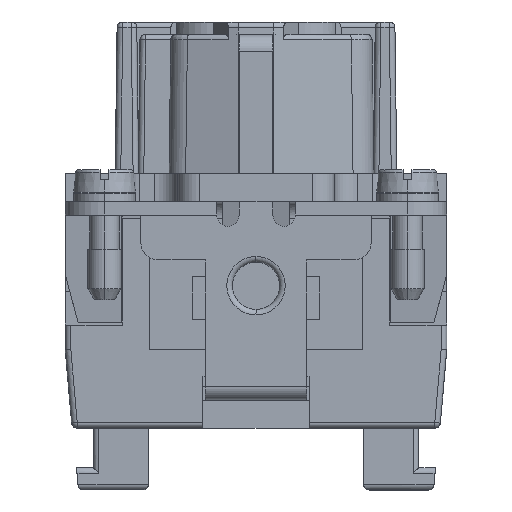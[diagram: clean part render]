
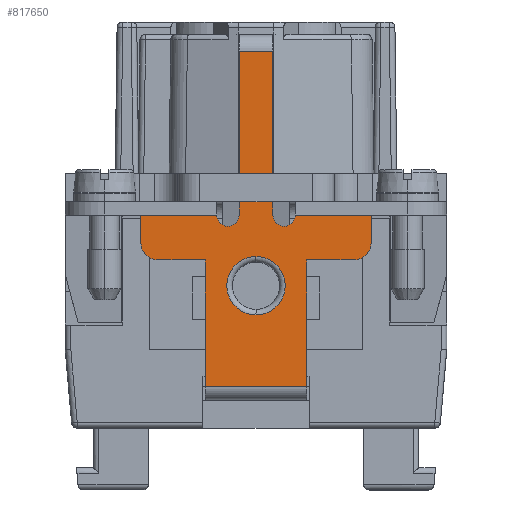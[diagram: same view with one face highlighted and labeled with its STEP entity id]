
A CAD part, left-side view. The second image highlights one B-rep face of the part: STEP entity #817650.
In plain terms, the highlighted face is planar.
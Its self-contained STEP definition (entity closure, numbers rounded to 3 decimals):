
#46610=CARTESIAN_POINT('',(-21.146,24.176,0.));
#46620=DIRECTION('',(0.,0.,-1.));
#46630=VECTOR('',#46620,1.);
#46640=LINE('',#46610,#46630);
#46650=CARTESIAN_POINT('',(-21.146,24.176,
-5.4));
#46660=VERTEX_POINT('',#46650);
#46670=CARTESIAN_POINT('',(-21.146,24.176,
-11.4));
#46680=VERTEX_POINT('',#46670);
#46690=EDGE_CURVE('',#46660,#46680,#46640,.T.);
#47650=CARTESIAN_POINT('',(-21.146,24.176,
-0.1));
#47660=VERTEX_POINT('',#47650);
#47690=CARTESIAN_POINT('',(-21.146,24.176,0.));
#47700=DIRECTION('',(0.,0.,-1.));
#47710=VECTOR('',#47700,1.);
#47720=LINE('',#47690,#47710);
#47730=CARTESIAN_POINT('',(-21.146,24.176,
-1.6));
#47740=VERTEX_POINT('',#47730);
#47750=EDGE_CURVE('',#47660,#47740,#47720,.T.);
#157330=CARTESIAN_POINT('',(-21.146,33.176,
-5.4));
#157340=VERTEX_POINT('',#157330);
#157490=CARTESIAN_POINT('',(-21.146,33.176,
-1.6));
#157500=VERTEX_POINT('',#157490);
#157530=CARTESIAN_POINT('',(-21.146,33.176,0.));
#157540=DIRECTION('',(0.,0.,1.));
#157550=VECTOR('',#157540,1.);
#157560=LINE('',#157530,#157550);
#157570=CARTESIAN_POINT('',(-21.146,33.176,
-0.1));
#157580=VERTEX_POINT('',#157570);
#157590=EDGE_CURVE('',#157500,#157580,#157560,.T.);
#158460=CARTESIAN_POINT('',(-21.146,33.176,
-11.4));
#158470=VERTEX_POINT('',#158460);
#158500=CARTESIAN_POINT('',(-21.146,33.176,0.));
#158510=DIRECTION('',(0.,0.,1.));
#158520=VECTOR('',#158510,1.);
#158530=LINE('',#158500,#158520);
#158540=EDGE_CURVE('',#158470,#157340,#158530,.T.);
#655380=CARTESIAN_POINT('',(-21.146,18.426,
3.9));
#655390=VERTEX_POINT('',#655380);
#655420=CARTESIAN_POINT('',(-21.146,18.426,
20.6));
#655430=DIRECTION('',(0.,0.,1.));
#655440=VECTOR('',#655430,1.);
#655450=LINE('',#655420,#655440);
#655460=CARTESIAN_POINT('',(-21.146,18.426,
1.4));
#655470=VERTEX_POINT('',#655460);
#655480=EDGE_CURVE('',#655470,#655390,#655450,.T.);
#655840=CARTESIAN_POINT('',(-21.146,27.176,
3.9));
#655850=VERTEX_POINT('',#655840);
#655900=CARTESIAN_POINT('',(-21.146,26.176,
3.9));
#655910=DIRECTION('',(1.,0.,0.));
#655920=DIRECTION('',(0.,-1.,0.));
#655930=AXIS2_PLACEMENT_3D('',#655900,#655910,#655920);
#655940=CIRCLE('',#655930,1.);
#655950=CARTESIAN_POINT('',(-21.146,25.176,
3.9));
#655960=VERTEX_POINT('',#655950);
#655970=EDGE_CURVE('',#655960,#655850,#655940,.T.);
#656540=CARTESIAN_POINT('',(-21.146,19.926,
1.4));
#656550=DIRECTION('',(-1.,0.,0.));
#656560=DIRECTION('',(0.,1.,0.));
#656570=AXIS2_PLACEMENT_3D('',#656540,#656550,#656560);
#656580=CIRCLE('',#656570,1.5);
#656590=CARTESIAN_POINT('',(-21.146,19.926,
-0.1));
#656600=VERTEX_POINT('',#656590);
#656610=EDGE_CURVE('',#656600,#655470,#656580,.T.);
#657080=CARTESIAN_POINT('',(-21.146,72.675,
-0.1));
#657090=DIRECTION('',(0.,-1.,0.));
#657100=VECTOR('',#657090,1.);
#657110=LINE('',#657080,#657100);
#657120=EDGE_CURVE('',#47660,#656600,#657110,.T.);
#691730=CARTESIAN_POINT('',(-21.146,32.176,
3.9));
#691740=VERTEX_POINT('',#691730);
#692000=CARTESIAN_POINT('',(-21.146,31.176,
3.9));
#692010=DIRECTION('',(1.,0.,0.));
#692020=DIRECTION('',(0.,-1.,0.));
#692030=AXIS2_PLACEMENT_3D('',#692000,#692010,#692020);
#692040=CIRCLE('',#692030,1.);
#692050=CARTESIAN_POINT('',(-21.146,30.176,
3.9));
#692060=VERTEX_POINT('',#692050);
#692070=EDGE_CURVE('',#692060,#691740,#692040,.T.);
#693930=CARTESIAN_POINT('',(-21.146,30.176,
20.6));
#693940=DIRECTION('',(0.,0.,-1.));
#693950=VECTOR('',#693940,1.);
#693960=LINE('',#693930,#693950);
#693970=CARTESIAN_POINT('',(-21.146,30.176,
18.5));
#693980=VERTEX_POINT('',#693970);
#693990=EDGE_CURVE('',#693980,#692060,#693960,.T.);
#694270=CARTESIAN_POINT('',(-21.146,72.675,
18.5));
#694280=DIRECTION('',(0.,-1.,0.));
#694290=VECTOR('',#694280,1.);
#694300=LINE('',#694270,#694290);
#694310=CARTESIAN_POINT('',(-21.146,27.176,
18.5));
#694320=VERTEX_POINT('',#694310);
#694330=EDGE_CURVE('',#693980,#694320,#694300,.T.);
#694760=CARTESIAN_POINT('',(-21.146,27.176,
20.6));
#694770=DIRECTION('',(0.,0.,1.));
#694780=VECTOR('',#694770,1.);
#694790=LINE('',#694760,#694780);
#694800=EDGE_CURVE('',#655850,#694320,#694790,.T.);
#698060=CARTESIAN_POINT('',(-21.146,72.675,
3.9));
#698070=DIRECTION('',(0.,1.,0.));
#698080=VECTOR('',#698070,1.);
#698090=LINE('',#698060,#698080);
#698100=EDGE_CURVE('',#655390,#655960,#698090,.T.);
#701810=CARTESIAN_POINT('',(-21.146,33.176,0.));
#701820=DIRECTION('',(0.,0.,1.));
#701830=VECTOR('',#701820,1.);
#701840=LINE('',#701810,#701830);
#701850=EDGE_CURVE('',#157340,#157500,#701840,.T.);
#702180=CARTESIAN_POINT('',(-21.146,24.176,0.));
#702190=DIRECTION('',(0.,0.,-1.));
#702200=VECTOR('',#702190,1.);
#702210=LINE('',#702180,#702200);
#702220=EDGE_CURVE('',#47740,#46660,#702210,.T.);
#707540=CARTESIAN_POINT('',(-21.146,72.675,
-11.4));
#707550=DIRECTION('',(0.,-1.,0.));
#707560=VECTOR('',#707550,1.);
#707570=LINE('',#707540,#707560);
#707580=EDGE_CURVE('',#158470,#46680,#707570,.T.);
#777460=CARTESIAN_POINT('',(-21.146,38.926,
3.9));
#777470=VERTEX_POINT('',#777460);
#777520=EDGE_CURVE('',#691740,#777470,#698090,.T.);
#815500=CARTESIAN_POINT('',(-21.146,37.426,
-0.1));
#815510=VERTEX_POINT('',#815500);
#815560=CARTESIAN_POINT('',(-21.146,72.675,
-0.1));
#815570=DIRECTION('',(0.,-1.,0.));
#815580=VECTOR('',#815570,1.);
#815590=LINE('',#815560,#815580);
#815600=EDGE_CURVE('',#815510,#157580,#815590,.T.);
#815780=CARTESIAN_POINT('',(-21.146,37.426,
1.4));
#815790=DIRECTION('',(-1.,0.,0.));
#815800=DIRECTION('',(0.,1.,0.));
#815810=AXIS2_PLACEMENT_3D('',#815780,#815790,#815800);
#815820=CIRCLE('',#815810,1.5);
#815830=CARTESIAN_POINT('',(-21.146,38.926,
1.4));
#815840=VERTEX_POINT('',#815830);
#815850=EDGE_CURVE('',#815840,#815510,#815820,.T.);
#816120=CARTESIAN_POINT('',(-21.146,38.926,
20.6));
#816130=DIRECTION('',(0.,0.,-1.));
#816140=VECTOR('',#816130,1.);
#816150=LINE('',#816120,#816140);
#816160=EDGE_CURVE('',#777470,#815840,#816150,.T.);
#817000=CARTESIAN_POINT('',(-21.146,28.676,
-5.));
#817010=VERTEX_POINT('',#817000);
#817120=CARTESIAN_POINT('',(-21.146,28.676,
0.2));
#817130=VERTEX_POINT('',#817120);
#817160=CARTESIAN_POINT('',(-21.146,28.676,
-2.4));
#817170=DIRECTION('',(1.,0.,0.));
#817180=DIRECTION('',(0.,-1.,0.));
#817190=AXIS2_PLACEMENT_3D('',#817160,#817170,#817180);
#817200=CIRCLE('',#817190,2.6);
#817210=EDGE_CURVE('',#817010,#817130,#817200,.T.);
#817330=CARTESIAN_POINT('',(-21.146,29.669,
-7.687));
#817340=DIRECTION('',(1.,0.,0.));
#817350=DIRECTION('',(0.,-1.,0.));
#817360=AXIS2_PLACEMENT_3D('',#817330,#817340,#817350);
#817370=PLANE('',#817360);
#817380=EDGE_CURVE('',#817130,#817010,#817200,.T.);
#817390=ORIENTED_EDGE('',*,*,#817380,.F.);
#817400=ORIENTED_EDGE('',*,*,#817210,.F.);
#817410=EDGE_LOOP('',(#817400,#817390));
#817420=FACE_BOUND('',#817410,.T.);
#817430=ORIENTED_EDGE('',*,*,#158540,.T.);
#817440=ORIENTED_EDGE('',*,*,#707580,.F.);
#817450=ORIENTED_EDGE('',*,*,#46690,.T.);
#817460=ORIENTED_EDGE('',*,*,#702220,.T.);
#817470=ORIENTED_EDGE('',*,*,#47750,.T.);
#817480=ORIENTED_EDGE('',*,*,#657120,.F.);
#817490=ORIENTED_EDGE('',*,*,#656610,.F.);
#817500=ORIENTED_EDGE('',*,*,#655480,.F.);
#817510=ORIENTED_EDGE('',*,*,#698100,.F.);
#817520=ORIENTED_EDGE('',*,*,#655970,.F.);
#817530=ORIENTED_EDGE('',*,*,#694800,.F.);
#817540=ORIENTED_EDGE('',*,*,#694330,.T.);
#817550=ORIENTED_EDGE('',*,*,#693990,.F.);
#817560=ORIENTED_EDGE('',*,*,#692070,.F.);
#817570=ORIENTED_EDGE('',*,*,#777520,.F.);
#817580=ORIENTED_EDGE('',*,*,#816160,.F.);
#817590=ORIENTED_EDGE('',*,*,#815850,.F.);
#817600=ORIENTED_EDGE('',*,*,#815600,.F.);
#817610=ORIENTED_EDGE('',*,*,#157590,.T.);
#817620=ORIENTED_EDGE('',*,*,#701850,.T.);
#817630=EDGE_LOOP('',(#817620,#817610,#817600,#817590,#817580,#817570,
#817560,#817550,#817540,#817530,#817520,#817510,#817500,#817490,#817480,
#817470,#817460,#817450,#817440,#817430));
#817640=FACE_OUTER_BOUND('',#817630,.T.);
#817650=ADVANCED_FACE('',(#817420,#817640),#817370,.T.);
